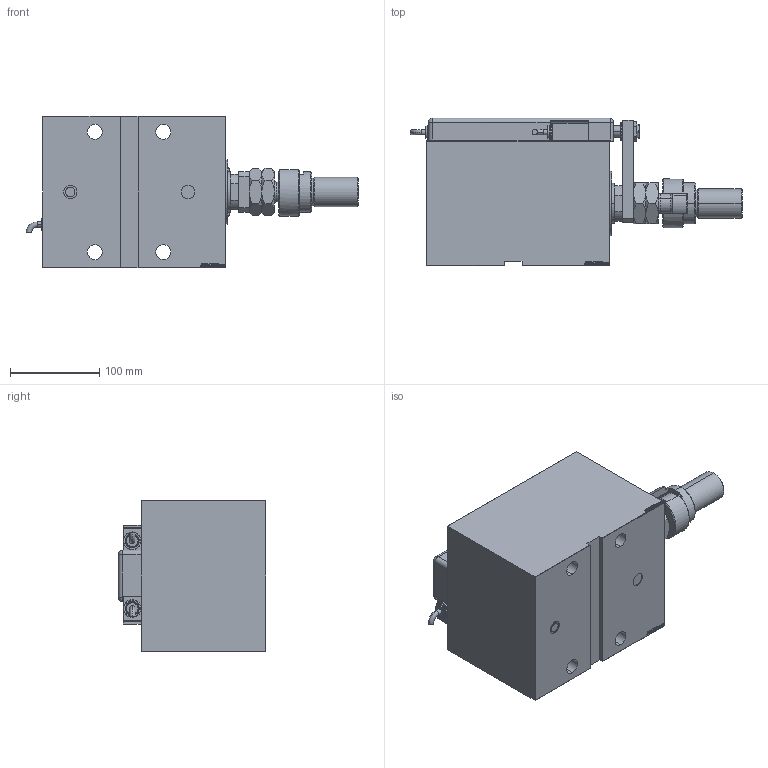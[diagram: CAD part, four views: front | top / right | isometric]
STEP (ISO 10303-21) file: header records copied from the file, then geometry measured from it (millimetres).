
FILE_DESCRIPTION (( 'STEP AP203' ), '1' );
FILE_NAME ('3ea6.STEP', '2024-02-12T05:25:06', ( '' ), ( '' ), 'SwSTEP 2.0', 'SolidWorks 2019', '' );
FILE_SCHEMA (( 'CONFIG_CONTROL_DESIGN' ));
Length unit declared in the file: millimetre
Products named in the file (16): TYC 210e786381fec9e40a53cc72811de0a4; V450CM_VC_B 210e786381fec9e40a53cc72811de0a4; SWITCH_Q_FRONT_BACK 210e786381fec9e40a53cc72811de0a4; Q_T_W_DFA 210e786381fec9e40a53cc72811de0a4; KRYT 210e786381fec9e40a53cc72811de0a4; V450CM_E_VCP 210e786381fec9e40a53cc72811de0a4; NUT_D13 210e786381fec9e40a53cc72811de0a4; SWITCH DIM A_G 210e786381fec9e40a53cc72811de0a4; MFA 210e786381fec9e40a53cc72811de0a4; NUT_D19 210e786381fec9e40a53cc72811de0a4; V450CM_E_Body 210e786381fec9e40a53cc72811de0a4; ZARAZKA_Q 210e786381fec9e40a53cc72811de0a4; MAGNETIC SWITCH Q 210e786381fec9e40a53cc72811de0a4; 3ea6; SWITCH Q 210e786381fec9e40a53cc72811de0a4; FEMALE_PART_FOR_DFA 210e786381fec9e40a53cc72811de0a4
Assembly tree (16 placements, depth 3):
  3ea6
    V450CM_E_Body 210e786381fec9e40a53cc72811de0a4
    V450CM_E_VCP 210e786381fec9e40a53cc72811de0a4
    V450CM_VC_B 210e786381fec9e40a53cc72811de0a4
    MAGNETIC SWITCH Q 210e786381fec9e40a53cc72811de0a4
      SWITCH_Q_FRONT_BACK 210e786381fec9e40a53cc72811de0a4
      TYC 210e786381fec9e40a53cc72811de0a4
      ZARAZKA_Q 210e786381fec9e40a53cc72811de0a4
      SWITCH DIM A_G 210e786381fec9e40a53cc72811de0a4
      NUT_D19 210e786381fec9e40a53cc72811de0a4
      NUT_D13 210e786381fec9e40a53cc72811de0a4
      KRYT 210e786381fec9e40a53cc72811de0a4
      SWITCH Q 210e786381fec9e40a53cc72811de0a4  x2
    Q_T_W_DFA 210e786381fec9e40a53cc72811de0a4
      FEMALE_PART_FOR_DFA 210e786381fec9e40a53cc72811de0a4
      MFA 210e786381fec9e40a53cc72811de0a4
Bounding box: 372.76 x 165.8 x 170 mm (x, y, z)
Volume: 4473776.7 mm3; surface area: 473593.1 mm2
Topology: 15 solids, 15 shells, 1318 faces, 3318 edges, 2175 vertices
Faces by surface type: plane 643, bspline 471, cylinder 114, cone 62, torus 26, sphere 2
Entity records: 61576 total; most frequent: CARTESIAN_POINT 32195, ORIENTED_EDGE 6440, DIRECTION 4174, EDGE_CURVE 3220, VERTEX_POINT 2115, VECTOR 1886, LINE 1886, EDGE_LOOP 1447
